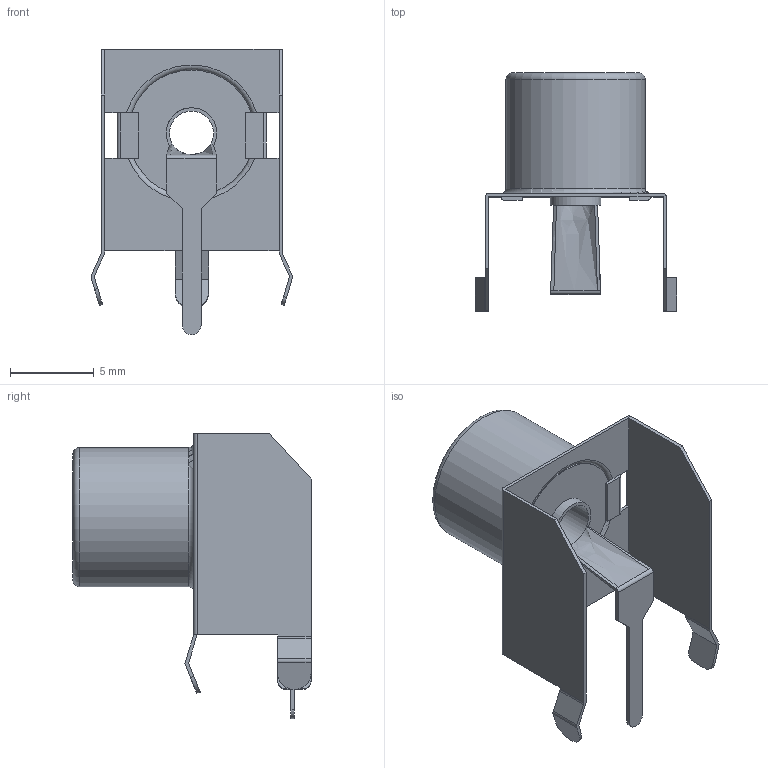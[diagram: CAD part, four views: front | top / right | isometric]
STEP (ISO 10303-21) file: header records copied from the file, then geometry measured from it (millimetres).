
FILE_DESCRIPTION(/* description */ (''),/* implementation_level */ '2;1');
FILE_NAME(/* name */ 'RCA_yellow.step',/* time_stamp */ '2024-12-11T10:21:56+01:00',/* author */ (''),/* organization */ (''),/* preprocessor_version */ 'ST-DEVELOPER v20',/* originating_system */ 'Autodesk Translation Framework v13.20.0.188',/* authorisation */ '');
FILE_SCHEMA (('AUTOMOTIVE_DESIGN { 1 0 10303 214 3 1 1 }','TECHNICAL_DATA_PACKAGING','INTEGRATED_CNC_SCHEMA','PROCESS_PLANNING_SCHEMA'));
Length unit declared in the file: millimetre
Products named in the file (1): test
Bounding box: 12.02 x 14.2 x 17 mm (x, y, z)
Volume: 413.4 mm3; surface area: 1119.8 mm2
Topology: 3 solids, 3 shells, 95 faces, 254 edges, 161 vertices
Faces by surface type: plane 64, cylinder 21, bspline 6, torus 4
Full cylindrical faces by diameter (mm): 2.625 x1, 3.025 x2, 3.225 x1, 7.528 x4, 8.3 x1
Entity records: 3100 total; most frequent: CARTESIAN_POINT 628, ORIENTED_EDGE 508, DIRECTION 498, EDGE_CURVE 254, LINE 184, VECTOR 184, VERTEX_POINT 161, AXIS2_PLACEMENT_3D 157
